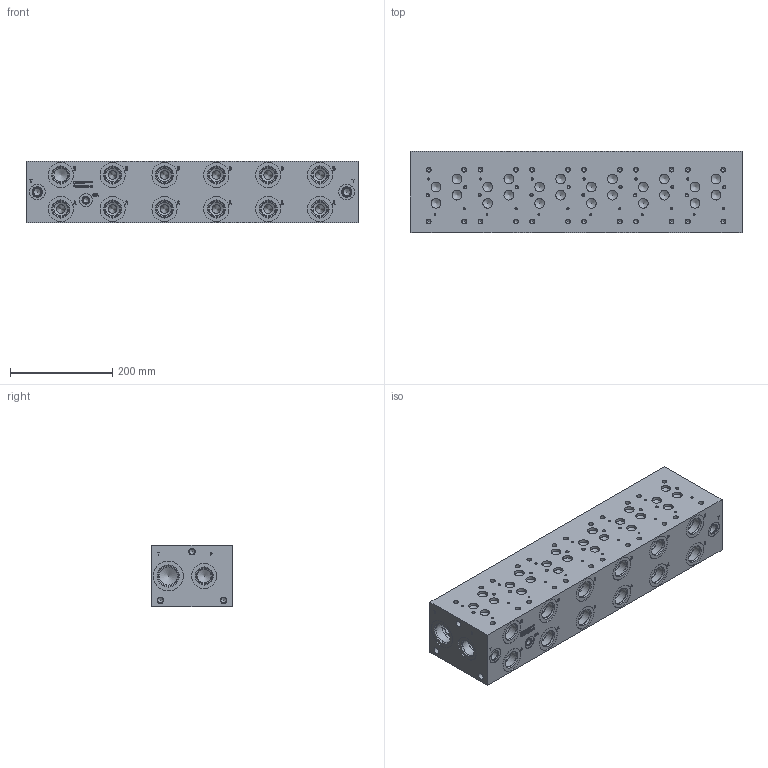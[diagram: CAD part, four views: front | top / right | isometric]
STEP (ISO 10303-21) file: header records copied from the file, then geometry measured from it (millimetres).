
FILE_DESCRIPTION(/* description */ (''),/* implementation_level */ '2;1');
FILE_NAME(/* name */ '_D07HP064S.stp',/* time_stamp */ '2021-08-26T08:36:08-04:00',/* author */ ('trevorh'),/* organization */ (''),/* preprocessor_version */ 'ST-DEVELOPER v18',/* originating_system */ 'Autodesk Inventor 2020',/* authorisation */ '');
FILE_SCHEMA (('CONFIG_CONTROL_DESIGN'));
Length unit declared in the file: millimetre
Products named in the file (1): Part_AD07HP064S_3D
Bounding box: 650.85 x 158.75 x 120.65 mm (x, y, z)
Volume: 11806160.1 mm3; surface area: 509241.4 mm2
Topology: 1 solids, 1 shells, 1157 faces, 3134 edges, 2128 vertices
Faces by surface type: plane 543, cylinder 233, bspline 197, cone 184
Full cylindrical faces by diameter (mm): 3.175 x6, 4.343 x12, 5.105 x12, 6.35 x12, 7.925 x24, 9.525 x24, 10.719 x7, 12.7 x6, 12.9 x1, 14.275 x3, 14.529 x1, 17.501 x2, 19.05 x26, 19.253 x2, 25.019 x1, 27 x14, 30.632 x2, 31.267 x14, 33.34 x2, 33.35 x12, 33.757 x14, 35.509 x12, 35.712 x2, 39.218 x2, 41.275 x1, 41.28 x1, 41.758 x1, 43.51 x1, 49.124 x14, 58.572 x2
Entity records: 37938 total; most frequent: CARTESIAN_POINT 8878, ORIENTED_EDGE 6062, DIRECTION 5406, EDGE_CURVE 3031, VERTEX_POINT 2128, AXIS2_PLACEMENT_3D 1808, LINE 1790, VECTOR 1790
